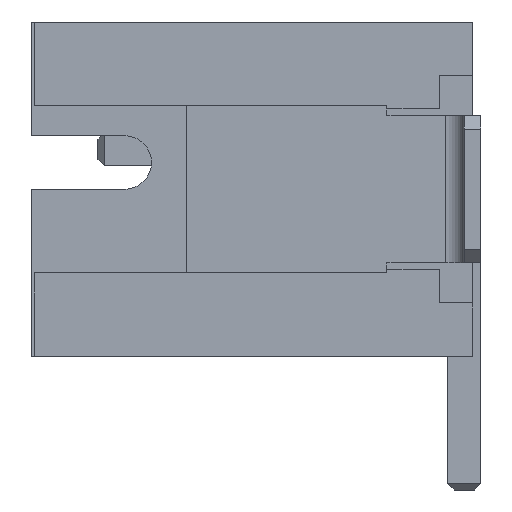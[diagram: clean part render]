
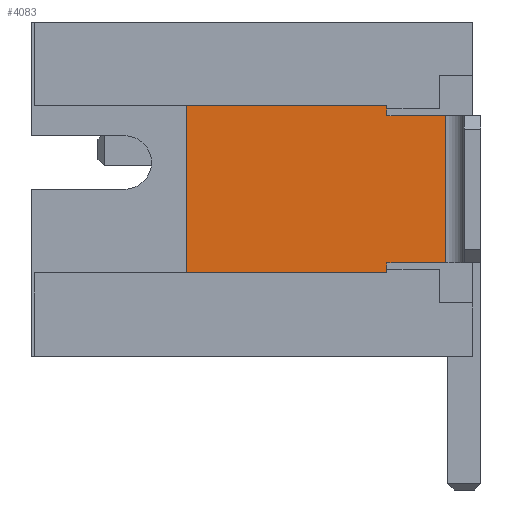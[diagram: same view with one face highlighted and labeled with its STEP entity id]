
A CAD part, left-side view. The second image highlights one B-rep face of the part: STEP entity #4083.
In plain terms, the highlighted planar face has unit normal (-1, 0, 0).
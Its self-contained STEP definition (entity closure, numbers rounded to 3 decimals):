
#337 = PLANE ( 'NONE',  #1867 ) ;
#415 = CARTESIAN_POINT ( 'NONE',  ( 0.275, 0.525, 1.1 ) ) ;
#430 = ORIENTED_EDGE ( 'NONE', *, *, #8695, .T. ) ;
#534 = LINE ( 'NONE', #2875, #7912 ) ;
#562 = EDGE_CURVE ( 'NONE', #2047, #7533, #9219, .T. ) ;
#880 = VECTOR ( 'NONE', #7045, 1000. ) ;
#998 = ORIENTED_EDGE ( 'NONE', *, *, #4833, .T. ) ;
#1118 = EDGE_CURVE ( 'NONE', #7533, #7521, #5413, .T. ) ;
#1165 = VECTOR ( 'NONE', #8371, 1000. ) ;
#1228 = CARTESIAN_POINT ( 'NONE',  ( 0.275, 1.405, -1.1 ) ) ;
#1253 = EDGE_LOOP ( 'NONE', ( #430, #998, #1949, #5027, #7329, #1447, #4108, #2207, #5880, #8835 ) ) ;
#1290 = VERTEX_POINT ( 'NONE', #5199 ) ;
#1292 = VERTEX_POINT ( 'NONE', #2930 ) ;
#1297 = LINE ( 'NONE', #4461, #3147 ) ;
#1445 = CARTESIAN_POINT ( 'NONE',  ( 0.275, 1.405, -1.25 ) ) ;
#1447 = ORIENTED_EDGE ( 'NONE', *, *, #2473, .F. ) ;
#1867 = AXIS2_PLACEMENT_3D ( 'NONE', #4939, #9793, #5041 ) ;
#1949 = ORIENTED_EDGE ( 'NONE', *, *, #562, .T. ) ;
#2047 = VERTEX_POINT ( 'NONE', #2634 ) ;
#2143 = DIRECTION ( 'NONE',  ( 0., 0., 1. ) ) ;
#2207 = ORIENTED_EDGE ( 'NONE', *, *, #5467, .T. ) ;
#2457 = LINE ( 'NONE', #3043, #8063 ) ;
#2473 = EDGE_CURVE ( 'NONE', #3326, #2648, #7695, .T. ) ;
#2475 = DIRECTION ( 'NONE',  ( 0., 0., -1. ) ) ;
#2634 = CARTESIAN_POINT ( 'NONE',  ( 0.275, 1.405, -1.2 ) ) ;
#2648 = VERTEX_POINT ( 'NONE', #415 ) ;
#2875 = CARTESIAN_POINT ( 'NONE',  ( 0.275, 4.405, -1.25 ) ) ;
#2930 = CARTESIAN_POINT ( 'NONE',  ( 0.275, 1.405, 1.25 ) ) ;
#2997 = LINE ( 'NONE', #5100, #6594 ) ;
#3043 = CARTESIAN_POINT ( 'NONE',  ( 0.275, 1.405, 1.25 ) ) ;
#3147 = VECTOR ( 'NONE', #5232, 1000. ) ;
#3281 = VERTEX_POINT ( 'NONE', #9652 ) ;
#3306 = VECTOR ( 'NONE', #4395, 1000. ) ;
#3326 = VERTEX_POINT ( 'NONE', #4224 ) ;
#3375 = CARTESIAN_POINT ( 'NONE',  ( 0.275, 1.405, -1.1 ) ) ;
#3736 = DIRECTION ( 'NONE',  ( 0., 0., 1. ) ) ;
#4083 = ADVANCED_FACE ( 'NONE', ( #5719 ), #337, .F. ) ;
#4097 = VERTEX_POINT ( 'NONE', #5088 ) ;
#4108 = ORIENTED_EDGE ( 'NONE', *, *, #5891, .T. ) ;
#4224 = CARTESIAN_POINT ( 'NONE',  ( 0.275, 1.405, 1.1 ) ) ;
#4395 = DIRECTION ( 'NONE',  ( 0., -1., 0. ) ) ;
#4461 = CARTESIAN_POINT ( 'NONE',  ( 0.275, 1.405, -1.25 ) ) ;
#4578 = DIRECTION ( 'NONE',  ( 0., 1., 0. ) ) ;
#4833 = EDGE_CURVE ( 'NONE', #1290, #2047, #1297, .T. ) ;
#4876 = EDGE_CURVE ( 'NONE', #4097, #3281, #534, .T. ) ;
#4939 = CARTESIAN_POINT ( 'NONE',  ( 0.275, 0.125, -2.5 ) ) ;
#4941 = LINE ( 'NONE', #9549, #5045 ) ;
#5027 = ORIENTED_EDGE ( 'NONE', *, *, #1118, .T. ) ;
#5041 = DIRECTION ( 'NONE',  ( 0., 0., -1. ) ) ;
#5045 = VECTOR ( 'NONE', #2475, 1000. ) ;
#5088 = CARTESIAN_POINT ( 'NONE',  ( 0.275, 4.405, 1.25 ) ) ;
#5100 = CARTESIAN_POINT ( 'NONE',  ( 0.275, 1.405, -1.25 ) ) ;
#5199 = CARTESIAN_POINT ( 'NONE',  ( 0.275, 1.405, -1.25 ) ) ;
#5232 = DIRECTION ( 'NONE',  ( 0., 0., 1. ) ) ;
#5378 = CARTESIAN_POINT ( 'NONE',  ( 0.275, 1.405, -1.25 ) ) ;
#5413 = LINE ( 'NONE', #1228, #3306 ) ;
#5467 = EDGE_CURVE ( 'NONE', #6764, #1292, #2997, .T. ) ;
#5487 = CARTESIAN_POINT ( 'NONE',  ( 0.275, 0.525, -1.1 ) ) ;
#5505 = CARTESIAN_POINT ( 'NONE',  ( 0.275, 1.405, 1.2 ) ) ;
#5684 = EDGE_CURVE ( 'NONE', #2648, #7521, #4941, .T. ) ;
#5719 = FACE_OUTER_BOUND ( 'NONE', #1253, .T. ) ;
#5880 = ORIENTED_EDGE ( 'NONE', *, *, #7172, .T. ) ;
#5891 = EDGE_CURVE ( 'NONE', #3326, #6764, #7387, .T. ) ;
#6293 = VECTOR ( 'NONE', #7739, 1000. ) ;
#6594 = VECTOR ( 'NONE', #3736, 1000. ) ;
#6764 = VERTEX_POINT ( 'NONE', #5505 ) ;
#7045 = DIRECTION ( 'NONE',  ( 0., -1., 0. ) ) ;
#7172 = EDGE_CURVE ( 'NONE', #1292, #4097, #2457, .T. ) ;
#7329 = ORIENTED_EDGE ( 'NONE', *, *, #5684, .F. ) ;
#7387 = LINE ( 'NONE', #5378, #6293 ) ;
#7521 = VERTEX_POINT ( 'NONE', #5487 ) ;
#7533 = VERTEX_POINT ( 'NONE', #3375 ) ;
#7644 = CARTESIAN_POINT ( 'NONE',  ( 0.275, 1.405, 1.1 ) ) ;
#7695 = LINE ( 'NONE', #7644, #1165 ) ;
#7739 = DIRECTION ( 'NONE',  ( 0., 0., 1. ) ) ;
#7778 = LINE ( 'NONE', #9495, #880 ) ;
#7912 = VECTOR ( 'NONE', #10090, 1000. ) ;
#8063 = VECTOR ( 'NONE', #4578, 1000. ) ;
#8371 = DIRECTION ( 'NONE',  ( 0., -1., 0. ) ) ;
#8556 = VECTOR ( 'NONE', #2143, 1000. ) ;
#8695 = EDGE_CURVE ( 'NONE', #3281, #1290, #7778, .T. ) ;
#8835 = ORIENTED_EDGE ( 'NONE', *, *, #4876, .T. ) ;
#9219 = LINE ( 'NONE', #1445, #8556 ) ;
#9495 = CARTESIAN_POINT ( 'NONE',  ( 0.275, 1.405, -1.25 ) ) ;
#9549 = CARTESIAN_POINT ( 'NONE',  ( 0.275, 0.525, -1.1 ) ) ;
#9652 = CARTESIAN_POINT ( 'NONE',  ( 0.275, 4.405, -1.25 ) ) ;
#9793 = DIRECTION ( 'NONE',  ( 1., 0., 0. ) ) ;
#10090 = DIRECTION ( 'NONE',  ( 0., 0., -1. ) ) ;
